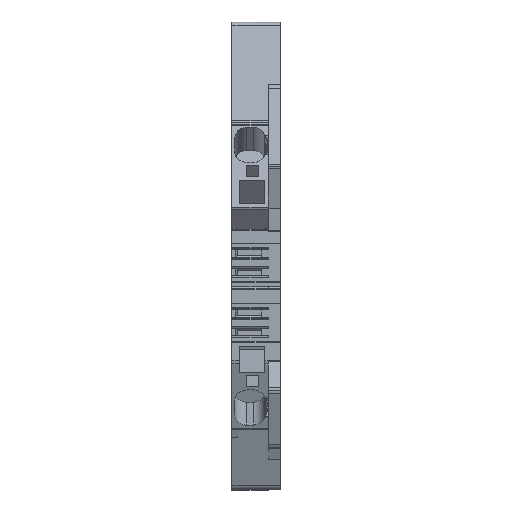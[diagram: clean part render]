
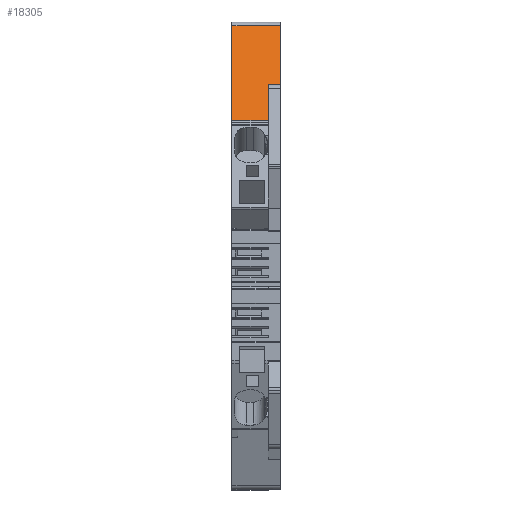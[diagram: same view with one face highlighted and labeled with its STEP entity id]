
A CAD part, top view. The second image highlights one B-rep face of the part: STEP entity #18305.
In plain terms, the highlighted planar face has unit normal (0, 0.383, 0.924).
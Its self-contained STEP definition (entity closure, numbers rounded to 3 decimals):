
#18277=AXIS2_PLACEMENT_3D('Plane Axis2P3D',#18274,#18275,#18276) ;
#8456=CARTESIAN_POINT('Vertex',(8.1,77.21,34.891)) ;
#8459=CARTESIAN_POINT('Line Origine',(8.1,71.587,37.22)) ;
#8463=CARTESIAN_POINT('Vertex',(8.1,65.965,39.549)) ;
#14985=CARTESIAN_POINT('Vertex',(0.55,60.747,41.71)) ;
#15017=CARTESIAN_POINT('Vertex',(6.1,60.747,41.71)) ;
#15020=CARTESIAN_POINT('Line Origine',(3.325,60.747,41.71)) ;
#16454=CARTESIAN_POINT('Line Origine',(0.3,60.978,41.614)) ;
#16458=CARTESIAN_POINT('Vertex',(0.05,61.209,41.519)) ;
#18258=CARTESIAN_POINT('Vertex',(6.1,65.965,39.549)) ;
#18261=CARTESIAN_POINT('Line Origine',(7.1,65.965,39.549)) ;
#18274=CARTESIAN_POINT('Axis2P3D Location',(6.1,65.965,39.549)) ;
#18279=CARTESIAN_POINT('Line Origine',(6.1,63.356,40.63)) ;
#18284=CARTESIAN_POINT('Line Origine',(4.075,77.21,34.891)) ;
#18288=CARTESIAN_POINT('Vertex',(0.05,77.21,34.891)) ;
#18291=CARTESIAN_POINT('Line Origine',(0.05,69.21,38.205)) ;
#8460=DIRECTION('Vector Direction',(0.,-0.924,0.383)) ;
#15021=DIRECTION('Vector Direction',(-1.,0.,0.)) ;
#16455=DIRECTION('Vector Direction',(0.707,-0.653,0.271)) ;
#18262=DIRECTION('Vector Direction',(1.,0.,0.)) ;
#18275=DIRECTION('Axis2P3D Direction',(0.,-0.383,-0.924)) ;
#18276=DIRECTION('Axis2P3D XDirection',(0.,0.924,-0.383)) ;
#18280=DIRECTION('Vector Direction',(0.,-0.924,0.383)) ;
#18285=DIRECTION('Vector Direction',(1.,0.,0.)) ;
#18292=DIRECTION('Vector Direction',(0.,0.924,-0.383)) ;
#8461=VECTOR('Line Direction',#8460,1.) ;
#15022=VECTOR('Line Direction',#15021,1.) ;
#16456=VECTOR('Line Direction',#16455,1.) ;
#18263=VECTOR('Line Direction',#18262,1.) ;
#18281=VECTOR('Line Direction',#18280,1.) ;
#18286=VECTOR('Line Direction',#18285,1.) ;
#18293=VECTOR('Line Direction',#18292,1.) ;
#18297=ORIENTED_EDGE('',*,*,#15024,.F.) ;
#18298=ORIENTED_EDGE('',*,*,#18283,.F.) ;
#18299=ORIENTED_EDGE('',*,*,#18265,.F.) ;
#18300=ORIENTED_EDGE('',*,*,#8465,.F.) ;
#18301=ORIENTED_EDGE('',*,*,#18290,.F.) ;
#18302=ORIENTED_EDGE('',*,*,#18295,.F.) ;
#18303=ORIENTED_EDGE('',*,*,#16460,.T.) ;
#18305=ADVANCED_FACE('NONE',(#18304),#18278,.F.) ;
#8465=EDGE_CURVE('',#8457,#8464,#8462,.T.) ;
#15024=EDGE_CURVE('',#15018,#14986,#15023,.T.) ;
#16460=EDGE_CURVE('',#16459,#14986,#16457,.T.) ;
#18265=EDGE_CURVE('',#8464,#18259,#18264,.F.) ;
#18283=EDGE_CURVE('',#18259,#15018,#18282,.T.) ;
#18290=EDGE_CURVE('',#18289,#8457,#18287,.T.) ;
#18295=EDGE_CURVE('',#16459,#18289,#18294,.T.) ;
#18296=EDGE_LOOP('',(#18297,#18298,#18299,#18300,#18301,#18302,#18303)) ;
#18304=FACE_OUTER_BOUND('',#18296,.T.) ;
#8462=LINE('Line',#8459,#8461) ;
#15023=LINE('Line',#15020,#15022) ;
#16457=LINE('Line',#16454,#16456) ;
#18264=LINE('Line',#18261,#18263) ;
#18282=LINE('Line',#18279,#18281) ;
#18287=LINE('Line',#18284,#18286) ;
#18294=LINE('Line',#18291,#18293) ;
#18278=PLANE('',#18277) ;
#8457=VERTEX_POINT('',#8456) ;
#8464=VERTEX_POINT('',#8463) ;
#14986=VERTEX_POINT('',#14985) ;
#15018=VERTEX_POINT('',#15017) ;
#16459=VERTEX_POINT('',#16458) ;
#18259=VERTEX_POINT('',#18258) ;
#18289=VERTEX_POINT('',#18288) ;
